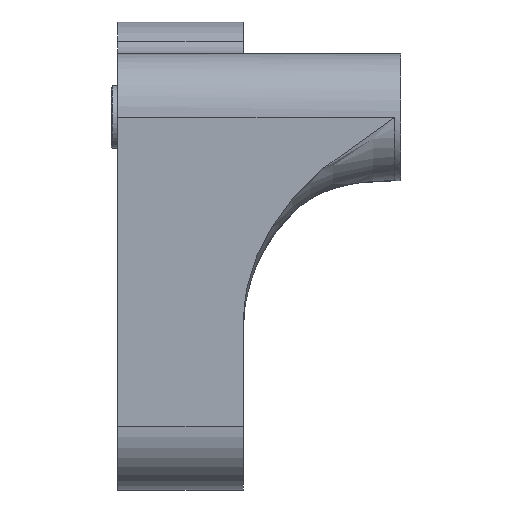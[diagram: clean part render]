
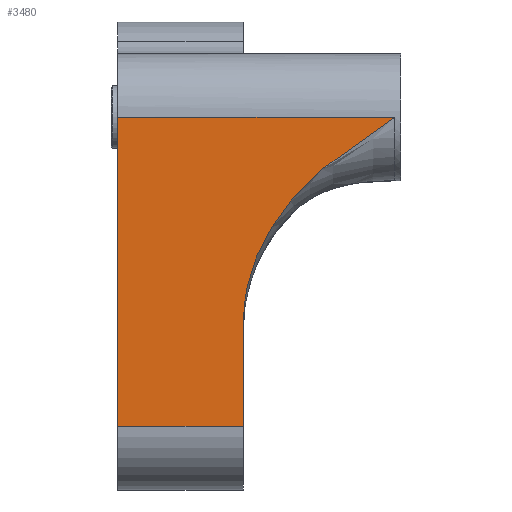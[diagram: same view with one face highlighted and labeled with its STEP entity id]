
A CAD part, left-side view. The second image highlights one B-rep face of the part: STEP entity #3480.
In plain terms, the highlighted planar face has unit normal (-1, 0, 0).
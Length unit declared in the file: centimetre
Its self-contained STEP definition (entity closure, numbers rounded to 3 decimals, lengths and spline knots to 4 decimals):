
#66=B_SPLINE_CURVE_WITH_KNOTS('',3,(#6290,#6291,#6292,#6293,#6294,#6295,
#6296,#6297,#6298,#6299,#6300,#6301,#6302,#6303,#6304,#6305),
 .UNSPECIFIED.,.F.,.F.,(4,2,2,2,2,2,2,4),(0.,1.1661,1.7491,
2.3322,2.7642,3.1963,3.5977,3.9991),
 .UNSPECIFIED.);
#116=LINE('',#5277,#348);
#231=LINE('',#6270,#463);
#243=LINE('',#6410,#475);
#251=LINE('',#6428,#483);
#348=VECTOR('',#4283,1.);
#463=VECTOR('',#4706,1.);
#475=VECTOR('',#4764,1.);
#483=VECTOR('',#4786,1.);
#633=PLANE('',#3882);
#1005=FACE_OUTER_BOUND('',#1293,.T.);
#1293=EDGE_LOOP('',(#3204,#3205,#3206,#3207,#3208));
#1638=VERTEX_POINT('',#5274);
#1639=VERTEX_POINT('',#5276);
#1807=VERTEX_POINT('',#6269);
#1810=VERTEX_POINT('',#6289);
#1832=VERTEX_POINT('',#6409);
#2000=EDGE_CURVE('',#1639,#1638,#116,.F.);
#2241=EDGE_CURVE('',#1639,#1807,#231,.T.);
#2246=EDGE_CURVE('',#1807,#1810,#66,.T.);
#2275=EDGE_CURVE('',#1810,#1832,#243,.T.);
#2286=EDGE_CURVE('',#1638,#1832,#251,.T.);
#3204=ORIENTED_EDGE('',*,*,#2241,.F.);
#3205=ORIENTED_EDGE('',*,*,#2000,.T.);
#3206=ORIENTED_EDGE('',*,*,#2286,.T.);
#3207=ORIENTED_EDGE('',*,*,#2275,.F.);
#3208=ORIENTED_EDGE('',*,*,#2246,.F.);
#3480=ADVANCED_FACE('',(#1005),#633,.T.);
#3882=AXIS2_PLACEMENT_3D('',#6524,#4881,#4882);
#4283=DIRECTION('',(0.,0.,1.));
#4706=DIRECTION('',(0.,-1.,0.));
#4764=DIRECTION('',(0.,0.,-1.));
#4786=DIRECTION('',(0.,-1.,0.));
#4881=DIRECTION('center_axis',(-1.,0.,0.));
#4882=DIRECTION('ref_axis',(0.,0.,-1.));
#5274=CARTESIAN_POINT('',(-6.9912,-2.3297,-5.5003));
#5276=CARTESIAN_POINT('',(-6.9912,-2.3297,-0.5903));
#5277=CARTESIAN_POINT('',(-6.9912,-2.3297,-1.8178));
#6269=CARTESIAN_POINT('',(-6.9912,-6.7297,-0.5903));
#6270=CARTESIAN_POINT('',(-6.9912,-2.1297,-0.5903));
#6289=CARTESIAN_POINT('',(-6.9912,-4.3297,-3.8473));
#6290=CARTESIAN_POINT('Ctrl Pts',(-6.9912,-6.7297,-0.5903));
#6291=CARTESIAN_POINT('Ctrl Pts',(-6.9912,-6.4036,-0.8018));
#6292=CARTESIAN_POINT('Ctrl Pts',(-6.9912,-6.044,-1.0345));
#6293=CARTESIAN_POINT('Ctrl Pts',(-6.9912,-5.5516,-1.4336));
#6294=CARTESIAN_POINT('Ctrl Pts',(-6.9912,-5.3952,-1.575));
#6295=CARTESIAN_POINT('Ctrl Pts',(-6.9912,-5.1105,-1.8726));
#6296=CARTESIAN_POINT('Ctrl Pts',(-6.9912,-4.9823,-2.0288));
#6297=CARTESIAN_POINT('Ctrl Pts',(-6.9912,-4.7899,-2.3071));
#6298=CARTESIAN_POINT('Ctrl Pts',(-6.9912,-4.708,-2.4425));
#6299=CARTESIAN_POINT('Ctrl Pts',(-6.9912,-4.5667,-2.7243));
#6300=CARTESIAN_POINT('Ctrl Pts',(-6.9912,-4.5075,-2.8709));
#6301=CARTESIAN_POINT('Ctrl Pts',(-6.9912,-4.4224,-3.1354));
#6302=CARTESIAN_POINT('Ctrl Pts',(-6.9912,-4.387,-3.278));
#6303=CARTESIAN_POINT('Ctrl Pts',(-6.9912,-4.3406,-3.567));
#6304=CARTESIAN_POINT('Ctrl Pts',(-6.9912,-4.3297,-3.7135));
#6305=CARTESIAN_POINT('Ctrl Pts',(-6.9912,-4.3297,-3.8473));
#6409=CARTESIAN_POINT('',(-6.9912,-4.3297,-5.5003));
#6410=CARTESIAN_POINT('',(-6.9912,-4.3297,-1.8175));
#6428=CARTESIAN_POINT('',(-6.9912,-2.1297,-5.5003));
#6524=CARTESIAN_POINT('Origin',(-6.9912,-2.1297,-0.5903));
